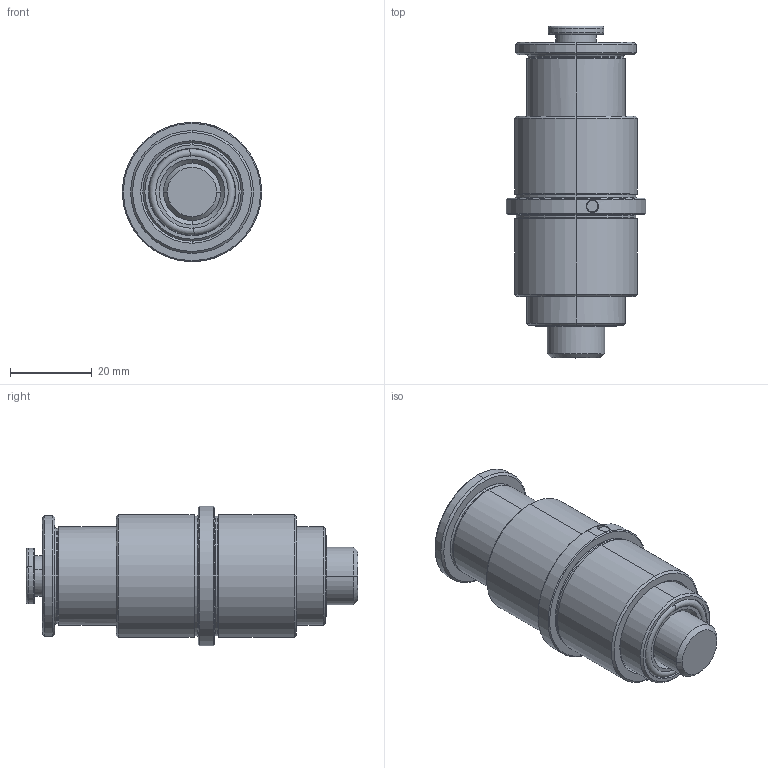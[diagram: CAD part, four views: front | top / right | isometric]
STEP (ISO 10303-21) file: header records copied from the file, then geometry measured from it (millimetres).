
FILE_DESCRIPTION (( 'STEP AP214' ), '1' );
FILE_NAME ('ae062430.stp', '2025-03-05T11:55:40', ( '' ), ( '' ), 'SwSTEP 2.0', 'SolidWorks 2021', '' );
FILE_SCHEMA (( 'AUTOMOTIVE_DESIGN' ));
Length unit declared in the file: millimetre
Products named in the file (11): 9AE062430-1; 9AE052430-2; 9AE052430-3; 1CASQPULS-6L_Pulsador_06; Junta tórica; DIN6325 ﾘ3X32; 9AE062430; 1BOLAØ2,3; 9AE052430-4; ae062430; 1MUELLE06_Comp. 7,7
Assembly tree (15 placements, depth 3):
  ae062430
    1CASQPULS-6L_Pulsador_06
    1BOLAØ2,3  x6
    1MUELLE06_Comp. 7,7
    9AE062430
      9AE062430-1
      9AE052430-2
      9AE052430-3
      9AE052430-4
      DIN6325 ﾘ3X32
      Junta tórica
Bounding box: 34 x 81 x 34 mm (x, y, z)
Volume: 39413.6 mm3; surface area: 25542.4 mm2
Topology: 14 solids, 14 shells, 667 faces, 1694 edges, 1039 vertices
Faces by surface type: plane 188, cylinder 149, cone 144, bspline 102, torus 72, sphere 12
Entity records: 23945 total; most frequent: CARTESIAN_POINT 8116, ORIENTED_EDGE 3304, DIRECTION 2989, EDGE_CURVE 1652, AXIS2_PLACEMENT_3D 1190, VERTEX_POINT 1011, EDGE_LOOP 691, ADVANCED_FACE 657
